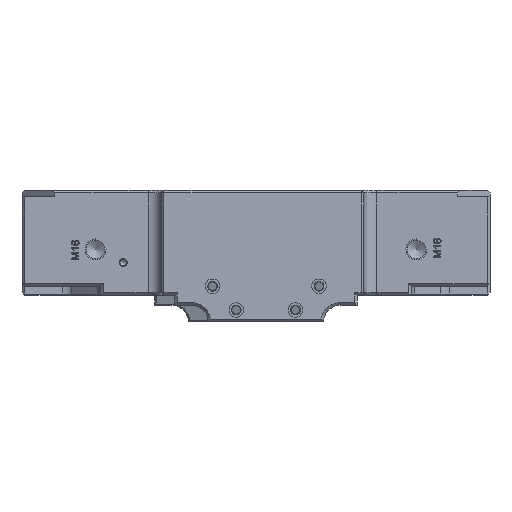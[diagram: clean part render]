
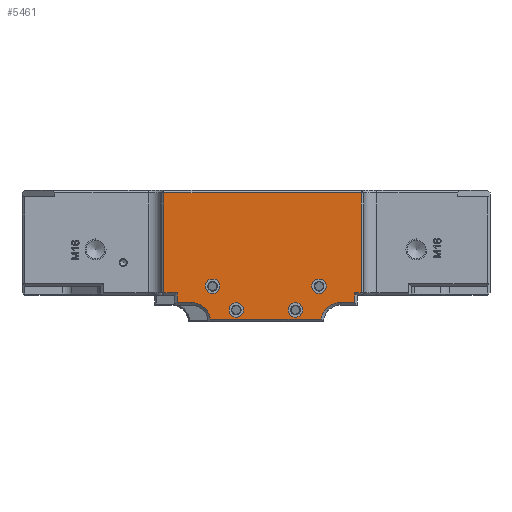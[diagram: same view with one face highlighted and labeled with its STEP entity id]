
A CAD part, left-side view. The second image highlights one B-rep face of the part: STEP entity #5461.
In plain terms, the highlighted planar face has unit normal (-1, 0, 0).
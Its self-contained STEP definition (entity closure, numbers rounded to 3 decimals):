
#2942=LINE('',#27258,#4226);
#2943=LINE('',#27261,#4227);
#2944=LINE('',#27263,#4228);
#2945=LINE('',#27265,#4229);
#2946=LINE('',#27269,#4230);
#2947=LINE('',#27273,#4231);
#2948=LINE('',#27275,#4232);
#2949=LINE('',#27277,#4233);
#2950=LINE('',#27279,#4234);
#2951=LINE('',#27281,#4235);
#4226=VECTOR('',#21837,1.);
#4227=VECTOR('',#21838,1.);
#4228=VECTOR('',#21839,1.);
#4229=VECTOR('',#21840,1.);
#4230=VECTOR('',#21843,1.);
#4231=VECTOR('',#21846,1.);
#4232=VECTOR('',#21847,1.);
#4233=VECTOR('',#21848,1.);
#4234=VECTOR('',#21849,1.);
#4235=VECTOR('',#21850,1.);
#5461=ADVANCED_FACE('',(#7036,#7037,#7038,#7039,#7040),#6529,.F.);
#6529=PLANE('',#19610);
#7036=FACE_BOUND('',#7637,.T.);
#7037=FACE_BOUND('',#7638,.T.);
#7038=FACE_BOUND('',#7639,.T.);
#7039=FACE_BOUND('',#7640,.T.);
#7040=FACE_BOUND('',#7641,.T.);
#7637=EDGE_LOOP('',(#9174));
#7638=EDGE_LOOP('',(#9175));
#7639=EDGE_LOOP('',(#9176));
#7640=EDGE_LOOP('',(#9177));
#7641=EDGE_LOOP('',(#9178,#9179,#9180,#9181,#9182,#9183,#9184,#9185,#9186,
#9187,#9188,#9189));
#9174=ORIENTED_EDGE('',*,*,#16143,.T.);
#9175=ORIENTED_EDGE('',*,*,#16144,.T.);
#9176=ORIENTED_EDGE('',*,*,#16145,.T.);
#9177=ORIENTED_EDGE('',*,*,#16146,.T.);
#9178=ORIENTED_EDGE('',*,*,#16147,.T.);
#9179=ORIENTED_EDGE('',*,*,#16148,.T.);
#9180=ORIENTED_EDGE('',*,*,#16149,.T.);
#9181=ORIENTED_EDGE('',*,*,#16150,.T.);
#9182=ORIENTED_EDGE('',*,*,#16151,.T.);
#9183=ORIENTED_EDGE('',*,*,#16152,.T.);
#9184=ORIENTED_EDGE('',*,*,#16153,.T.);
#9185=ORIENTED_EDGE('',*,*,#16154,.T.);
#9186=ORIENTED_EDGE('',*,*,#16155,.T.);
#9187=ORIENTED_EDGE('',*,*,#16156,.T.);
#9188=ORIENTED_EDGE('',*,*,#16157,.T.);
#9189=ORIENTED_EDGE('',*,*,#16158,.T.);
#14358=VERTEX_POINT('',#27251);
#14359=VERTEX_POINT('',#27253);
#14360=VERTEX_POINT('',#27255);
#14361=VERTEX_POINT('',#27257);
#14362=VERTEX_POINT('',#27259);
#14363=VERTEX_POINT('',#27260);
#14364=VERTEX_POINT('',#27262);
#14365=VERTEX_POINT('',#27264);
#14366=VERTEX_POINT('',#27266);
#14367=VERTEX_POINT('',#27268);
#14368=VERTEX_POINT('',#27270);
#14369=VERTEX_POINT('',#27272);
#14370=VERTEX_POINT('',#27274);
#14371=VERTEX_POINT('',#27276);
#14372=VERTEX_POINT('',#27278);
#14373=VERTEX_POINT('',#27280);
#16143=EDGE_CURVE('',#14358,#14358,#18621,.T.);
#16144=EDGE_CURVE('',#14359,#14359,#18622,.T.);
#16145=EDGE_CURVE('',#14360,#14360,#18623,.T.);
#16146=EDGE_CURVE('',#14361,#14361,#18624,.T.);
#16147=EDGE_CURVE('',#14362,#14363,#2942,.T.);
#16148=EDGE_CURVE('',#14363,#14364,#2943,.T.);
#16149=EDGE_CURVE('',#14364,#14365,#2944,.T.);
#16150=EDGE_CURVE('',#14365,#14366,#2945,.T.);
#16151=EDGE_CURVE('',#14366,#14367,#18625,.T.);
#16152=EDGE_CURVE('',#14367,#14368,#2946,.T.);
#16153=EDGE_CURVE('',#14368,#14369,#18626,.T.);
#16154=EDGE_CURVE('',#14369,#14370,#2947,.T.);
#16155=EDGE_CURVE('',#14370,#14371,#2948,.T.);
#16156=EDGE_CURVE('',#14371,#14372,#2949,.T.);
#16157=EDGE_CURVE('',#14372,#14373,#2950,.T.);
#16158=EDGE_CURVE('',#14373,#14362,#2951,.T.);
#18621=CIRCLE('',#19604,5.5);
#18622=CIRCLE('',#19605,5.5);
#18623=CIRCLE('',#19606,5.5);
#18624=CIRCLE('',#19607,5.5);
#18625=CIRCLE('',#19608,14.5);
#18626=CIRCLE('',#19609,14.5);
#19604=AXIS2_PLACEMENT_3D('',#27250,#21829,#21830);
#19605=AXIS2_PLACEMENT_3D('',#27252,#21831,#21832);
#19606=AXIS2_PLACEMENT_3D('',#27254,#21833,#21834);
#19607=AXIS2_PLACEMENT_3D('',#27256,#21835,#21836);
#19608=AXIS2_PLACEMENT_3D('',#27267,#21841,#21842);
#19609=AXIS2_PLACEMENT_3D('',#27271,#21844,#21845);
#19610=AXIS2_PLACEMENT_3D('',#27282,#21851,#21852);
#21829=DIRECTION('',(1.,0.,0.));
#21830=DIRECTION('',(0.,0.,-1.));
#21831=DIRECTION('',(1.,0.,0.));
#21832=DIRECTION('',(0.,0.,-1.));
#21833=DIRECTION('',(1.,0.,0.));
#21834=DIRECTION('',(0.,0.,-1.));
#21835=DIRECTION('',(1.,0.,0.));
#21836=DIRECTION('',(0.,0.,-1.));
#21837=DIRECTION('',(0.,0.,-1.));
#21838=DIRECTION('',(0.,-1.,0.));
#21839=DIRECTION('',(0.,0.,-1.));
#21840=DIRECTION('',(0.,-1.,0.));
#21841=DIRECTION('',(1.,0.,0.));
#21842=DIRECTION('',(0.,0.,-1.));
#21843=DIRECTION('',(0.,-1.,0.));
#21844=DIRECTION('',(1.,0.,0.));
#21845=DIRECTION('',(0.,0.,-1.));
#21846=DIRECTION('',(0.,-1.,0.));
#21847=DIRECTION('',(0.,0.,1.));
#21848=DIRECTION('',(0.,-1.,0.));
#21849=DIRECTION('',(0.,0.,1.));
#21850=DIRECTION('',(0.,1.,0.));
#21851=DIRECTION('',(1.,0.,0.));
#21852=DIRECTION('',(0.,0.,-1.));
#27250=CARTESIAN_POINT('',(-168.,33.017,7.));
#27251=CARTESIAN_POINT('',(-168.,33.017,1.5));
#27252=CARTESIAN_POINT('',(-168.,15.017,-11.));
#27253=CARTESIAN_POINT('',(-168.,15.017,-16.5));
#27254=CARTESIAN_POINT('',(-168.,-30.,-11.));
#27255=CARTESIAN_POINT('',(-168.,-30.,-16.5));
#27256=CARTESIAN_POINT('',(-168.,-48.,7.));
#27257=CARTESIAN_POINT('',(-168.,-48.,1.5));
#27258=CARTESIAN_POINT('',(-168.,70.005,36.));
#27259=CARTESIAN_POINT('',(-168.,70.005,78.));
#27260=CARTESIAN_POINT('',(-168.,70.005,2.));
#27261=CARTESIAN_POINT('',(-168.,67.002,2.));
#27262=CARTESIAN_POINT('',(-168.,59.997,2.));
#27263=CARTESIAN_POINT('',(-168.,59.992,35.999));
#27264=CARTESIAN_POINT('',(-168.,59.998,-5.5));
#27265=CARTESIAN_POINT('',(-168.,48.995,-5.5));
#27266=CARTESIAN_POINT('',(-168.,48.995,-5.5));
#27267=CARTESIAN_POINT('',(-168.,48.995,-20.));
#27268=CARTESIAN_POINT('',(-168.,34.634,-18.));
#27269=CARTESIAN_POINT('',(-168.,67.002,-18.));
#27270=CARTESIAN_POINT('',(-168.,-49.617,-18.));
#27271=CARTESIAN_POINT('',(-168.,-63.978,-20.));
#27272=CARTESIAN_POINT('',(-168.,-63.978,-5.5));
#27273=CARTESIAN_POINT('',(-168.,-77.005,-5.5));
#27274=CARTESIAN_POINT('',(-168.,-75.005,-5.5));
#27275=CARTESIAN_POINT('',(-168.,-75.005,36.));
#27276=CARTESIAN_POINT('',(-168.,-75.005,2.));
#27277=CARTESIAN_POINT('',(-168.,-82.005,2.));
#27278=CARTESIAN_POINT('',(-168.,-80.005,2.));
#27279=CARTESIAN_POINT('',(-168.,-80.005,36.));
#27280=CARTESIAN_POINT('',(-168.,-80.005,78.));
#27281=CARTESIAN_POINT('',(-168.,0.,78.));
#27282=CARTESIAN_POINT('',(-168.,67.002,36.));
